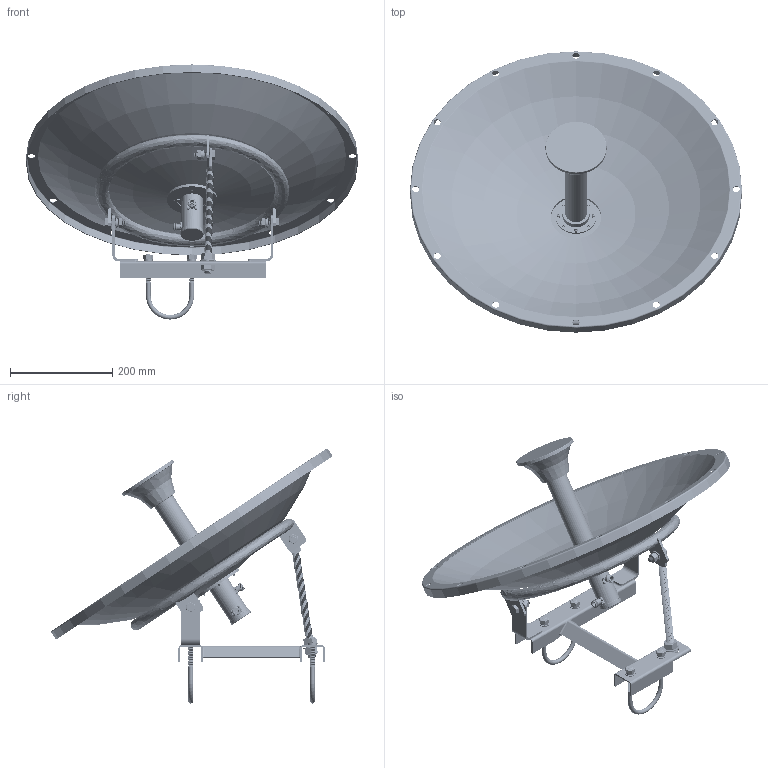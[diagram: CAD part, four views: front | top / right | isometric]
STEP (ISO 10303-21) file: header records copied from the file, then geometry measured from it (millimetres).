
FILE_DESCRIPTION (( 'STEP AP214' ), '1' );
FILE_NAME ('HG4958DP-30D.STEP', '2012-11-08T20:26:31', ( 'x' ), ( '' ), 'SwSTEP 2.0', 'SolidWorks 2012', '' );
FILE_SCHEMA (( 'AUTOMOTIVE_DESIGN' ));
Length unit declared in the file: inch
Products named in the file (7): HG4958DP-30D_M4-MS; HG4958DP-30D_Feed Horn; HG4958DP-30D_U-Bolt; HG4958DP-30D_ThreadedArm; HG4958DP-30D_Bracket_Default<As Machined>; HG4958DP-30D_Dish; HG4958DP-30D
Assembly tree (10 placements, depth 2):
  HG4958DP-30D
    HG4958DP-30D_Dish
    HG4958DP-30D_Bracket_Default<As Machined>
    HG4958DP-30D_ThreadedArm
    HG4958DP-30D_U-Bolt  x2
    HG4958DP-30D_Feed Horn
    HG4958DP-30D_M4-MS  x4
Bounding box: 649.29 x 550.68 x 498.88 mm (x, y, z)
Volume: 2485479.3 mm3; surface area: 1219143.8 mm2
Topology: 17 solids, 17 shells, 3654 faces, 7770 edges, 4212 vertices
Faces by surface type: cone 2720, plane 525, cylinder 284, torus 98, bspline 17, sphere 10
Entity records: 99563 total; most frequent: CARTESIAN_POINT 15192, DIRECTION 12735, ORIENTED_EDGE 10962, EDGE_CURVE 5481, AXIS2_PLACEMENT_3D 5029, VERTEX_POINT 3014, EDGE_LOOP 2681, LINE 2677
